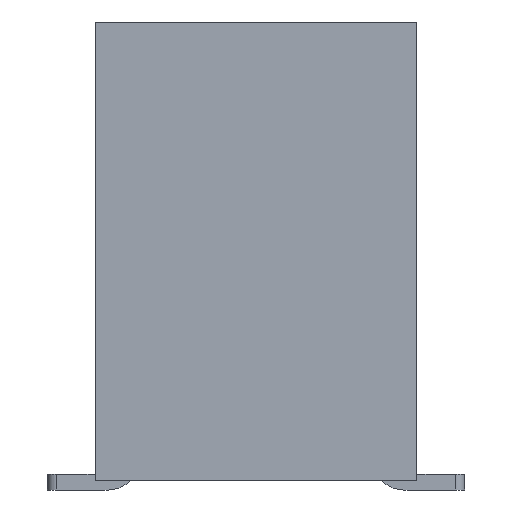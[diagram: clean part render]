
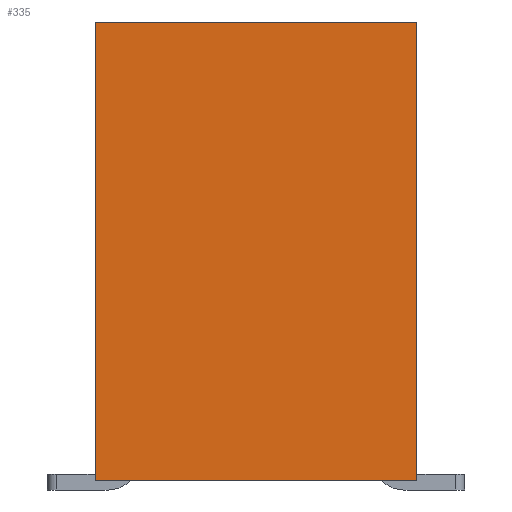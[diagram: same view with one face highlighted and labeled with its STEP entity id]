
A CAD part, left-side view. The second image highlights one B-rep face of the part: STEP entity #335.
In plain terms, the highlighted planar face has unit normal (-1, 0, 0).
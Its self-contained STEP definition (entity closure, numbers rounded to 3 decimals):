
#335=ADVANCED_FACE('',(#1571),#965,.T.);
#965=PLANE('',#12212);
#1571=FACE_OUTER_BOUND('',#2247,.T.);
#2247=EDGE_LOOP('',(#3286,#3287,#3288,#3289));
#3286=ORIENTED_EDGE('',*,*,#7812,.T.);
#3287=ORIENTED_EDGE('',*,*,#7753,.T.);
#3288=ORIENTED_EDGE('',*,*,#7818,.F.);
#3289=ORIENTED_EDGE('',*,*,#7819,.T.);
#6639=VERTEX_POINT('',#16837);
#6641=VERTEX_POINT('',#16841);
#6690=VERTEX_POINT('',#16951);
#6694=VERTEX_POINT('',#16962);
#7753=EDGE_CURVE('',#6639,#6641,#9469,.T.);
#7812=EDGE_CURVE('',#6690,#6639,#9528,.T.);
#7818=EDGE_CURVE('',#6694,#6641,#9534,.T.);
#7819=EDGE_CURVE('',#6694,#6690,#9535,.T.);
#9469=LINE('',#16842,#10993);
#9528=LINE('',#16950,#11052);
#9534=LINE('',#16961,#11058);
#9535=LINE('',#16963,#11059);
#10993=VECTOR('',#13364,1.);
#11052=VECTOR('',#13425,1.);
#11058=VECTOR('',#13433,1.);
#11059=VECTOR('',#13434,1.);
#12212=AXIS2_PLACEMENT_3D('',#16964,#13435,#13436);
#13364=DIRECTION('',(0.,1.,0.));
#13425=DIRECTION('',(0.,0.,1.));
#13433=DIRECTION('',(0.,0.,1.));
#13434=DIRECTION('',(0.,-1.,0.));
#13435=DIRECTION('',(-1.,0.,0.));
#13436=DIRECTION('',(0.,0.,1.));
#16837=CARTESIAN_POINT('',(0.,0.,6.8));
#16841=CARTESIAN_POINT('',(0.,5.08,6.8));
#16842=CARTESIAN_POINT('',(0.,2.54,6.8));
#16950=CARTESIAN_POINT('',(0.,0.,0.));
#16951=CARTESIAN_POINT('',(0.,0.,-0.45));
#16961=CARTESIAN_POINT('',(0.,5.08,0.));
#16962=CARTESIAN_POINT('',(0.,5.08,-0.45));
#16963=CARTESIAN_POINT('',(0.,5.08,-0.45));
#16964=CARTESIAN_POINT('',(0.,2.54,0.));
